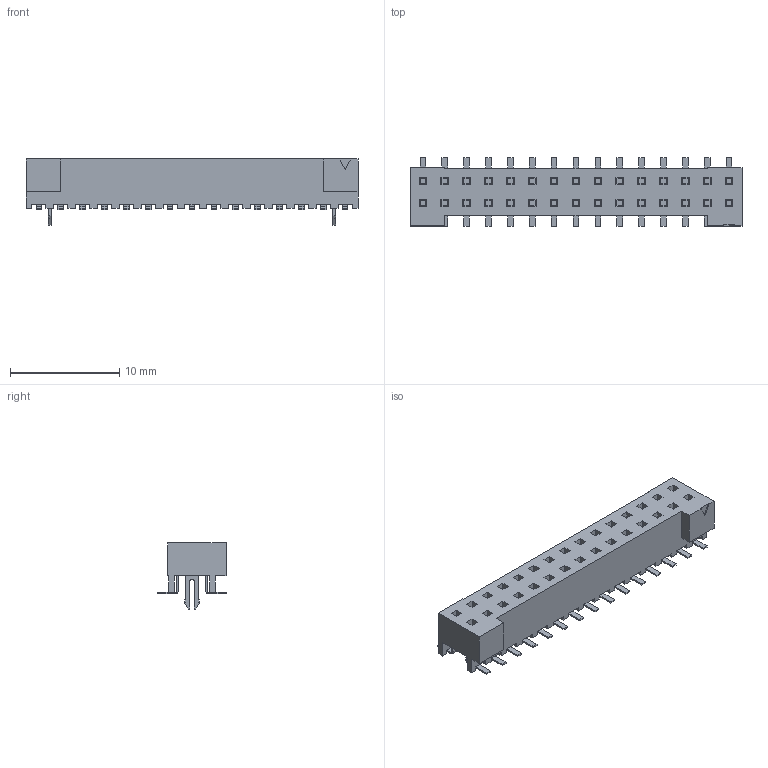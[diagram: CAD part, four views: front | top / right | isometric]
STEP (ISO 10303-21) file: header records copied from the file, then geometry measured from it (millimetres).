
FILE_DESCRIPTION(/* description */ (''),/* implementation_level */ '2;1');
FILE_NAME(/* name */ 'SAMTEC_S2M-115-02-S-D-LC-K-TR.stp',/* time_stamp */ '2017-06-26T14:10:01+02:00',/* author */ ('jwickham'),/* organization */ (''),/* preprocessor_version */ 'ST-DEVELOPER v16.5',/* originating_system */ 'AutoCAD Mechanical',/* authorisation */ ' ');
FILE_SCHEMA (('AUTOMOTIVE_DESIGN { 1 0 10303 214 3 1 1 }'));
Length unit declared in the file: millimetre
Products named in the file (1): Product
Bounding box: 30.35 x 6.3 x 6.04 mm (x, y, z)
Volume: 458.9 mm3; surface area: 1546.3 mm2
Topology: 61 solids, 61 shells, 1179 faces, 3009 edges, 1986 vertices
Faces by surface type: plane 1117, cylinder 62
Entity records: 35133 total; most frequent: CARTESIAN_POINT 6175, ORIENTED_EDGE 6018, DIRECTION 5493, EDGE_CURVE 3009, LINE 2885, VECTOR 2885, VERTEX_POINT 1986, EDGE_LOOP 1333
